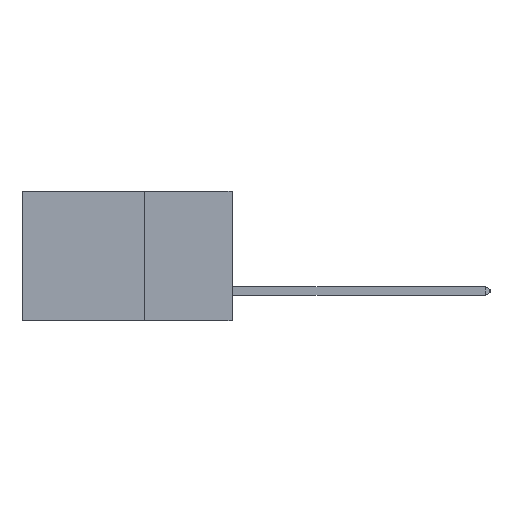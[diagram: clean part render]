
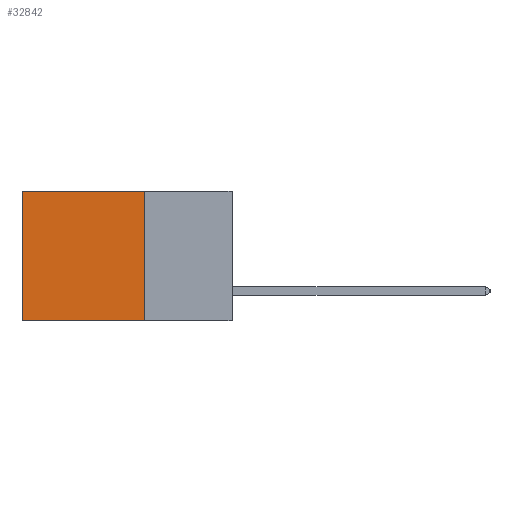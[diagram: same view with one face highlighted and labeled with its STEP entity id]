
A CAD part, left-side view. The second image highlights one B-rep face of the part: STEP entity #32842.
In plain terms, the highlighted planar face has unit normal (-1, 0, 0).
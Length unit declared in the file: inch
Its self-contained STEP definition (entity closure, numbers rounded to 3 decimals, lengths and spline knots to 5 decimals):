
#522 = EDGE_CURVE ( 'NONE', #24674, #5185, #11917, .T. ) ;
#2015 = LINE ( 'NONE', #18398, #26551 ) ;
#3118 = VECTOR ( 'NONE', #11268, 39.37008 ) ;
#4496 = EDGE_LOOP ( 'NONE', ( #30551, #5024, #36561, #27075 ) ) ;
#5024 = ORIENTED_EDGE ( 'NONE', *, *, #34745, .F. ) ;
#5185 = VERTEX_POINT ( 'NONE', #37779 ) ;
#6995 = FACE_OUTER_BOUND ( 'NONE', #4496, .T. ) ;
#8640 = CARTESIAN_POINT ( 'NONE',  ( 0.2875, 0.25, -0.37 ) ) ;
#11268 = DIRECTION ( 'NONE',  ( 0., 1., 0. ) ) ;
#11917 = LINE ( 'NONE', #40362, #3118 ) ;
#13590 = DIRECTION ( 'NONE',  ( 0., 0., -1. ) ) ;
#13807 = VECTOR ( 'NONE', #13590, 39.37008 ) ;
#15815 = CARTESIAN_POINT ( 'NONE',  ( 0.2875, 0.25, -0.37 ) ) ;
#17392 = VECTOR ( 'NONE', #21428, 39.37008 ) ;
#18398 = CARTESIAN_POINT ( 'NONE',  ( 0.2875, 0.25, 0. ) ) ;
#21428 = DIRECTION ( 'NONE',  ( 0., 1., 0. ) ) ;
#21568 = DIRECTION ( 'NONE',  ( 0., 0., -1. ) ) ;
#21782 = EDGE_CURVE ( 'NONE', #5185, #23333, #23112, .T. ) ;
#22439 = DIRECTION ( 'NONE',  ( 0., 0., -1. ) ) ;
#23023 = CARTESIAN_POINT ( 'NONE',  ( 0.2875, 0.6, 0. ) ) ;
#23112 = LINE ( 'NONE', #23023, #13807 ) ;
#23333 = VERTEX_POINT ( 'NONE', #35653 ) ;
#23680 = CARTESIAN_POINT ( 'NONE',  ( 0.2875, 0.25, 0. ) ) ;
#24674 = VERTEX_POINT ( 'NONE', #23680 ) ;
#25707 = LINE ( 'NONE', #8640, #17392 ) ;
#26551 = VECTOR ( 'NONE', #21568, 39.37008 ) ;
#27075 = ORIENTED_EDGE ( 'NONE', *, *, #522, .T. ) ;
#28469 = DIRECTION ( 'NONE',  ( 1., 0., 0. ) ) ;
#30119 = EDGE_CURVE ( 'NONE', #24674, #30222, #2015, .T. ) ;
#30222 = VERTEX_POINT ( 'NONE', #15815 ) ;
#30551 = ORIENTED_EDGE ( 'NONE', *, *, #21782, .T. ) ;
#32842 = ADVANCED_FACE ( 'NONE', ( #6995 ), #40771, .F. ) ;
#34065 = AXIS2_PLACEMENT_3D ( 'NONE', #37693, #28469, #22439 ) ;
#34745 = EDGE_CURVE ( 'NONE', #30222, #23333, #25707, .T. ) ;
#35653 = CARTESIAN_POINT ( 'NONE',  ( 0.2875, 0.6, -0.37 ) ) ;
#36561 = ORIENTED_EDGE ( 'NONE', *, *, #30119, .F. ) ;
#37693 = CARTESIAN_POINT ( 'NONE',  ( 0.2875, 0.25, 0. ) ) ;
#37779 = CARTESIAN_POINT ( 'NONE',  ( 0.2875, 0.6, 0. ) ) ;
#40362 = CARTESIAN_POINT ( 'NONE',  ( 0.2875, 0.25, 0. ) ) ;
#40771 = PLANE ( 'NONE',  #34065 ) ;
